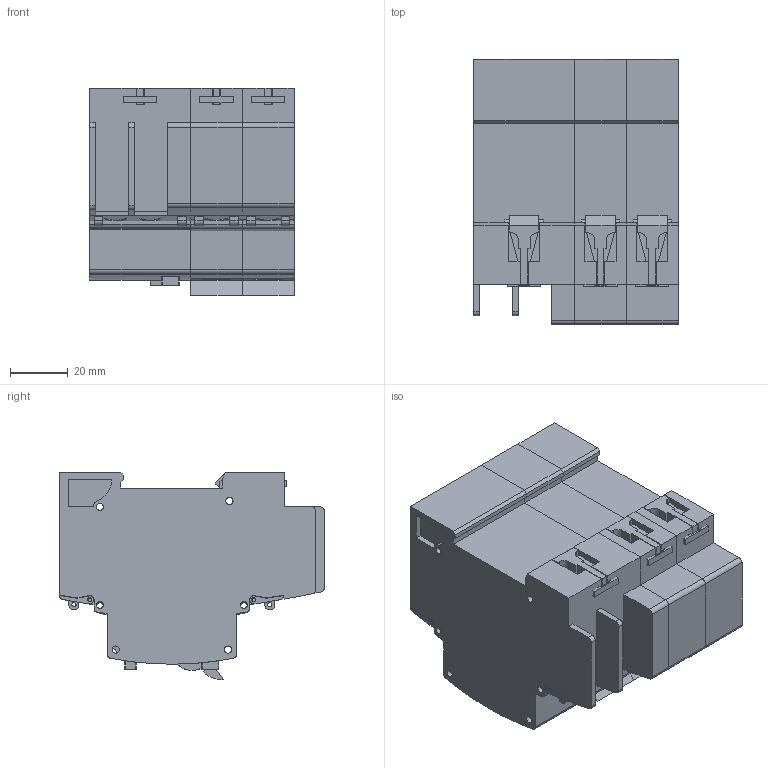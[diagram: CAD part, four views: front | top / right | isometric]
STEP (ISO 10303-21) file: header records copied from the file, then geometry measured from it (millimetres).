
FILE_DESCRIPTION (( 'STEP AP214' ), '1' );
FILE_NAME ('Äèôô àâòîìàò ÀÄ-2 (2S) EKF PROxima.STEP', '2018-06-27T12:08:21', ( '' ), ( '' ), 'SwSTEP 2.0', 'SolidWorks 2017', '' );
FILE_SCHEMA (( 'AUTOMOTIVE_DESIGN' ));
Length unit declared in the file: millimetre
Products named in the file (1): Äèôô àâòîìàò ÀÄ-2 (2S) EKF PROxima
Bounding box: 71 x 92 x 72 mm (x, y, z)
Volume: 322008.9 mm3; surface area: 61531.8 mm2
Topology: 9 solids, 9 shells, 895 faces, 2469 edges, 1604 vertices
Faces by surface type: plane 588, cylinder 299, bspline 8
Entity records: 38536 total; most frequent: CARTESIAN_POINT 5081, ORIENTED_EDGE 4922, DIRECTION 4915, EDGE_CURVE 2461, LINE 1783, VECTOR 1783, VERTEX_POINT 1604, AXIS2_PLACEMENT_3D 1566
